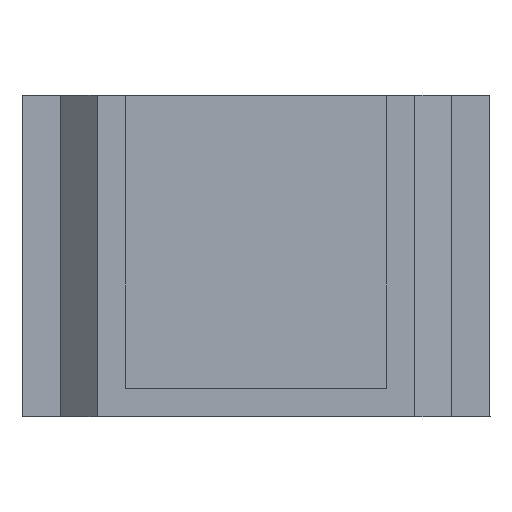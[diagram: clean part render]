
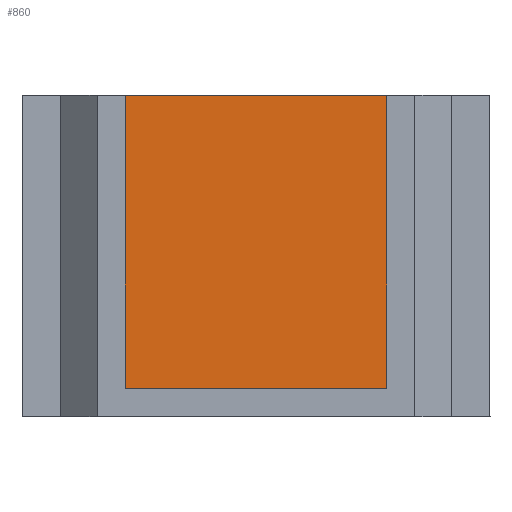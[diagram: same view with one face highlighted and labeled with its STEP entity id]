
A CAD part, front view. The second image highlights one B-rep face of the part: STEP entity #860.
In plain terms, the highlighted planar face has unit normal (0, -1, 0).
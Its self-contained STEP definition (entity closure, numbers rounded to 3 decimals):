
#46=FACE_OUTER_BOUND('',#93,.T.);
#93=EDGE_LOOP('',(#631,#632,#633,#634));
#173=LINE('',#1292,#288);
#174=LINE('',#1294,#289);
#175=LINE('',#1296,#290);
#176=LINE('',#1297,#291);
#288=VECTOR('',#1049,10.);
#289=VECTOR('',#1050,10.);
#290=VECTOR('',#1051,10.);
#291=VECTOR('',#1052,10.);
#402=VERTEX_POINT('',#1290);
#403=VERTEX_POINT('',#1291);
#404=VERTEX_POINT('',#1293);
#405=VERTEX_POINT('',#1295);
#493=EDGE_CURVE('',#402,#403,#173,.T.);
#494=EDGE_CURVE('',#404,#403,#174,.T.);
#495=EDGE_CURVE('',#405,#404,#175,.T.);
#496=EDGE_CURVE('',#402,#405,#176,.T.);
#631=ORIENTED_EDGE('',*,*,#493,.T.);
#632=ORIENTED_EDGE('',*,*,#494,.F.);
#633=ORIENTED_EDGE('',*,*,#495,.F.);
#634=ORIENTED_EDGE('',*,*,#496,.F.);
#817=PLANE('',#931);
#860=ADVANCED_FACE('',(#46),#817,.T.);
#931=AXIS2_PLACEMENT_3D('',#1289,#1047,#1048);
#1047=DIRECTION('center_axis',(0.,-1.,0.));
#1048=DIRECTION('ref_axis',(1.,0.,0.));
#1049=DIRECTION('',(-1.,0.,0.));
#1050=DIRECTION('',(0.,0.,1.));
#1051=DIRECTION('',(-1.,0.,0.));
#1052=DIRECTION('',(0.,0.,-1.));
#1289=CARTESIAN_POINT('Origin',(-13.869,-21.527,2.));
#1290=CARTESIAN_POINT('',(13.869,-21.527,33.1));
#1291=CARTESIAN_POINT('',(-13.869,-21.527,33.1));
#1292=CARTESIAN_POINT('',(-8.349,-21.527,33.1));
#1293=CARTESIAN_POINT('',(-13.869,-21.527,2.));
#1294=CARTESIAN_POINT('',(-13.869,-21.527,2.));
#1295=CARTESIAN_POINT('',(13.869,-21.527,2.));
#1296=CARTESIAN_POINT('',(-17.364,-21.527,2.));
#1297=CARTESIAN_POINT('',(13.869,-21.527,2.));
